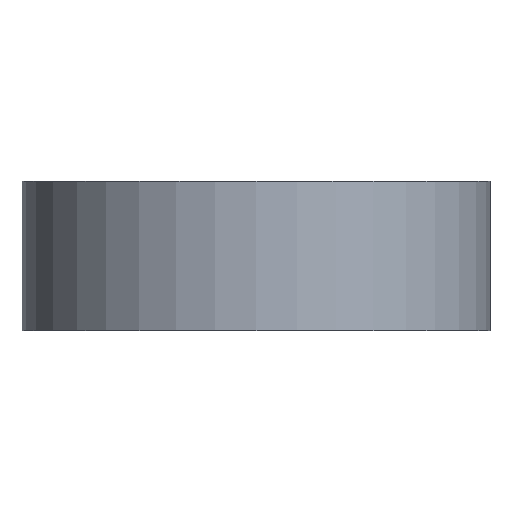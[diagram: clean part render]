
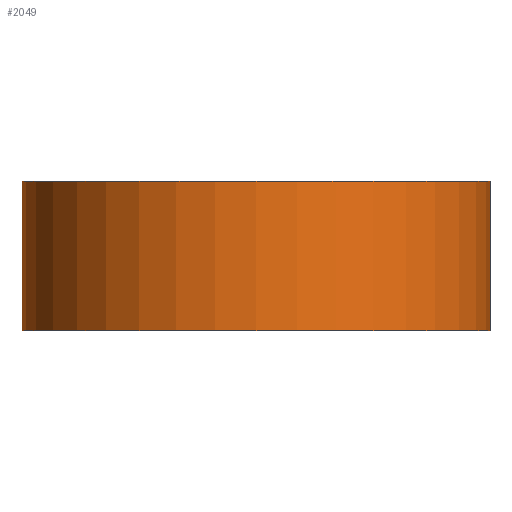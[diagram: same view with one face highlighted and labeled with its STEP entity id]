
A CAD part, front view. The second image highlights one B-rep face of the part: STEP entity #2049.
In plain terms, the highlighted cylindrical face has radius 254 mm (diameter 508 mm), a full revolution.
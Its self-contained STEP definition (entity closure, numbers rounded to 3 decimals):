
#83=LINE('',#3279,#220);
#220=VECTOR('',#2578,254.);
#357=CYLINDRICAL_SURFACE('',#2244,254.);
#502=FACE_OUTER_BOUND('',#679,.T.);
#679=EDGE_LOOP('',(#1527,#1528,#1529,#1530));
#858=CIRCLE('',#2211,254.);
#891=CIRCLE('',#2245,254.);
#1000=VERTEX_POINT('',#3211);
#1033=VERTEX_POINT('',#3278);
#1210=EDGE_CURVE('',#1000,#1000,#858,.T.);
#1243=EDGE_CURVE('',#1000,#1033,#83,.T.);
#1244=EDGE_CURVE('',#1033,#1033,#891,.T.);
#1527=ORIENTED_EDGE('',*,*,#1210,.F.);
#1528=ORIENTED_EDGE('',*,*,#1243,.T.);
#1529=ORIENTED_EDGE('',*,*,#1244,.T.);
#1530=ORIENTED_EDGE('',*,*,#1243,.F.);
#2049=ADVANCED_FACE('',(#502),#357,.T.);
#2211=AXIS2_PLACEMENT_3D('',#3212,#2510,#2511);
#2244=AXIS2_PLACEMENT_3D('',#3277,#2576,#2577);
#2245=AXIS2_PLACEMENT_3D('',#3280,#2579,#2580);
#2510=DIRECTION('center_axis',(0.,0.,1.));
#2511=DIRECTION('ref_axis',(0.,-1.,0.));
#2576=DIRECTION('center_axis',(0.,0.,1.));
#2577=DIRECTION('ref_axis',(0.,-1.,0.));
#2578=DIRECTION('',(0.,0.,-1.));
#2579=DIRECTION('center_axis',(0.,0.,1.));
#2580=DIRECTION('ref_axis',(0.,-1.,0.));
#3211=CARTESIAN_POINT('',(0.,254.,161.77));
#3212=CARTESIAN_POINT('Origin',(0.,0.,161.77));
#3277=CARTESIAN_POINT('Origin',(0.,0.,161.77));
#3278=CARTESIAN_POINT('',(0.,254.,0.));
#3279=CARTESIAN_POINT('',(0.,254.,161.77));
#3280=CARTESIAN_POINT('Origin',(0.,0.,0.));
